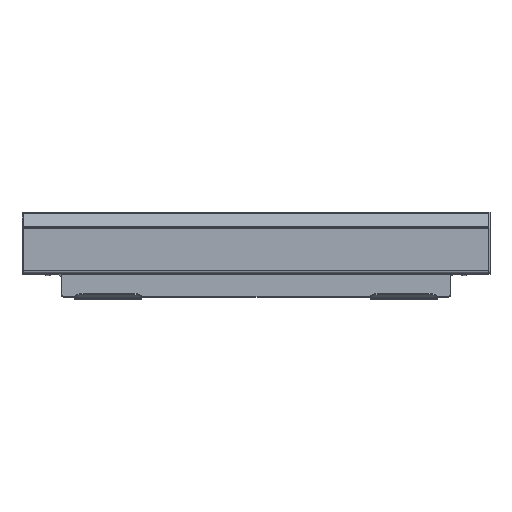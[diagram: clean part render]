
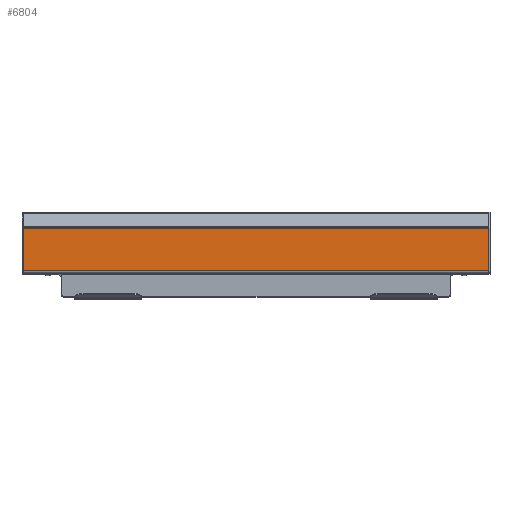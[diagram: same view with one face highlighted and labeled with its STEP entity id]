
A CAD part, top view. The second image highlights one B-rep face of the part: STEP entity #6804.
In plain terms, the highlighted planar face has unit normal (0, 0, 1).
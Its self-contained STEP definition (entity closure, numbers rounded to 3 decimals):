
#105 = VERTEX_POINT ( 'NONE', #12438 ) ;
#412 = VECTOR ( 'NONE', #9034, 1000. ) ;
#563 = AXIS2_PLACEMENT_3D ( 'NONE', #1741, #5156, #6599 ) ;
#1741 = CARTESIAN_POINT ( 'NONE',  ( -277.5, -19.054, 343. ) ) ;
#2911 = LINE ( 'NONE', #8806, #412 ) ;
#3170 = CARTESIAN_POINT ( 'NONE',  ( 277.5, -19.054, 343. ) ) ;
#3191 = LINE ( 'NONE', #8078, #13273 ) ;
#3332 = VECTOR ( 'NONE', #3742, 1000. ) ;
#3742 = DIRECTION ( 'NONE',  ( 0., -1., 0. ) ) ;
#3835 = VERTEX_POINT ( 'NONE', #4818 ) ;
#3935 = ORIENTED_EDGE ( 'NONE', *, *, #8295, .T. ) ;
#4329 = ORIENTED_EDGE ( 'NONE', *, *, #11074, .F. ) ;
#4441 = DIRECTION ( 'NONE',  ( 0., -1., 0. ) ) ;
#4520 = LINE ( 'NONE', #3170, #10040 ) ;
#4818 = CARTESIAN_POINT ( 'NONE',  ( 277.5, -69.906, 343. ) ) ;
#5156 = DIRECTION ( 'NONE',  ( 0., 0., 1. ) ) ;
#6599 = DIRECTION ( 'NONE',  ( 0., -1., 0. ) ) ;
#6804 = ADVANCED_FACE ( 'NONE', ( #10087 ), #7572, .T. ) ;
#6826 = ORIENTED_EDGE ( 'NONE', *, *, #8104, .F. ) ;
#7572 = PLANE ( 'NONE',  #563 ) ;
#8078 = CARTESIAN_POINT ( 'NONE',  ( -277.5, -19.054, 343. ) ) ;
#8104 = EDGE_CURVE ( 'NONE', #105, #12855, #3191, .T. ) ;
#8295 = EDGE_CURVE ( 'NONE', #105, #10407, #11127, .T. ) ;
#8806 = CARTESIAN_POINT ( 'NONE',  ( -277.5, -69.906, 343. ) ) ;
#9034 = DIRECTION ( 'NONE',  ( 1., 0., 0. ) ) ;
#9476 = ORIENTED_EDGE ( 'NONE', *, *, #11455, .T. ) ;
#10040 = VECTOR ( 'NONE', #4441, 1000. ) ;
#10087 = FACE_OUTER_BOUND ( 'NONE', #15035, .T. ) ;
#10407 = VERTEX_POINT ( 'NONE', #11978 ) ;
#11074 = EDGE_CURVE ( 'NONE', #12855, #3835, #4520, .T. ) ;
#11127 = LINE ( 'NONE', #14592, #3332 ) ;
#11402 = CARTESIAN_POINT ( 'NONE',  ( 277.5, -19.054, 343. ) ) ;
#11455 = EDGE_CURVE ( 'NONE', #10407, #3835, #2911, .T. ) ;
#11978 = CARTESIAN_POINT ( 'NONE',  ( -277.5, -69.906, 343. ) ) ;
#12438 = CARTESIAN_POINT ( 'NONE',  ( -277.5, -19.054, 343. ) ) ;
#12855 = VERTEX_POINT ( 'NONE', #11402 ) ;
#12889 = DIRECTION ( 'NONE',  ( 1., 0., 0. ) ) ;
#13273 = VECTOR ( 'NONE', #12889, 1000. ) ;
#14592 = CARTESIAN_POINT ( 'NONE',  ( -277.5, -19.054, 343. ) ) ;
#15035 = EDGE_LOOP ( 'NONE', ( #9476, #4329, #6826, #3935 ) ) ;
